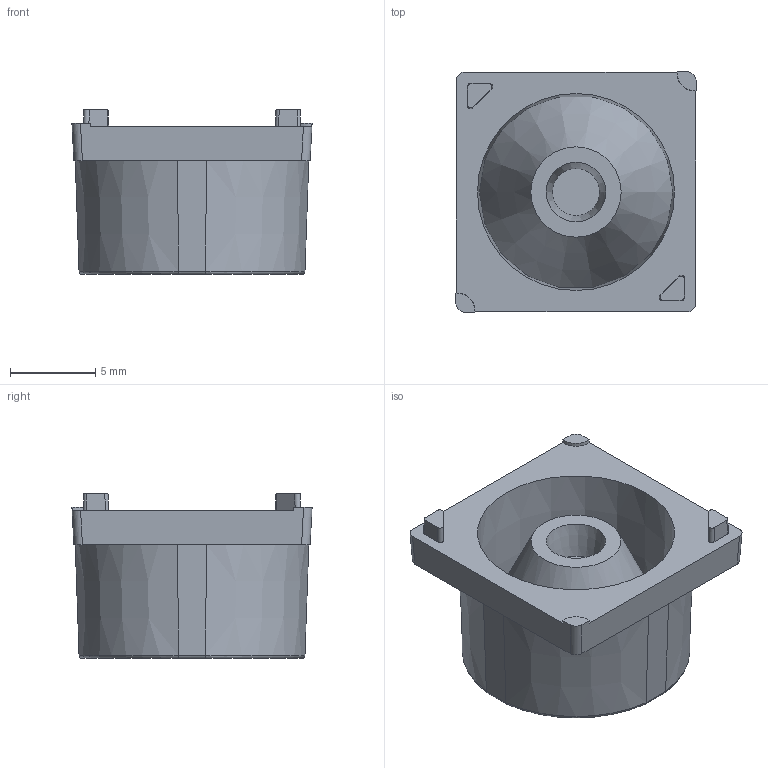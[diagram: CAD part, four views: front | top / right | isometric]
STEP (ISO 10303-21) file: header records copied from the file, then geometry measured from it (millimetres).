
FILE_DESCRIPTION(/* description */ (''),/* implementation_level */ '2;1');
FILE_NAME(/* name */ 'HL-ASY17-17D.stp',/* time_stamp */ '2024-05-08T15:33:33+08:00',/* author */ (''),/* organization */ (''),/* preprocessor_version */ 'ST-DEVELOPER v16',/* originating_system */ 'SIEMENS PLM Software NX 10.0',/* authorisation */ '');
FILE_SCHEMA (('CONFIG_CONTROL_DESIGN'));
Length unit declared in the file: millimetre
Products named in the file (1): model19
Bounding box: 14.12 x 14.12 x 9.69 mm (x, y, z)
Volume: 986.9 mm3; surface area: 1159.5 mm2
Topology: 1 solids, 1 shells, 50 faces, 126 edges, 83 vertices
Faces by surface type: plane 23, cylinder 14, cone 9, torus 4
Entity records: 1686 total; most frequent: CARTESIAN_POINT 481, ORIENTED_EDGE 242, DIRECTION 216, EDGE_CURVE 121, VERTEX_POINT 81, AXIS2_PLACEMENT_3D 80, EDGE_LOOP 58, LINE 56
